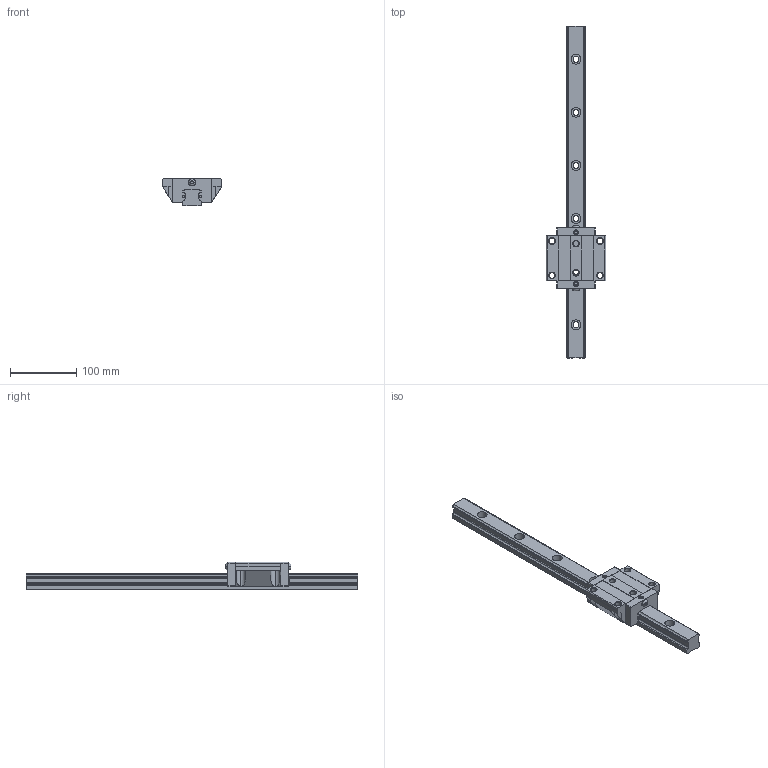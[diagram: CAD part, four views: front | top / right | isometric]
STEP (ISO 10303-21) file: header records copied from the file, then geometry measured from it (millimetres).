
FILE_DESCRIPTION(('STEP AP214'),'1');
FILE_NAME('kuse30-w1-v1-g2_500-50_50.stp','2024-09-27T12:42:23',('TraceParts'),('TraceParts S.A.'),'Spatial InterOp 3D',' ',' ');
FILE_SCHEMA(('AUTOMOTIVE_DESIGN { 1 0 10303 214 1 1 1 1 }'));
Length unit declared in the file: millimetre
Products named in the file (1): kuse30-w1-v1-g2_500-50_50_1
Bounding box: 90 x 500 x 42 mm (x, y, z)
Volume: 467246.9 mm3; surface area: 101973.2 mm2
Topology: 8 solids, 8 shells, 324 faces, 836 edges, 542 vertices
Faces by surface type: plane 158, cylinder 122, cone 28, torus 16
Entity records: 12790 total; most frequent: CARTESIAN_POINT 1948, DIRECTION 1794, ORIENTED_EDGE 1672, EDGE_CURVE 836, AXIS2_PLACEMENT_3D 652, VERTEX_POINT 542, LINE 490, VECTOR 490
